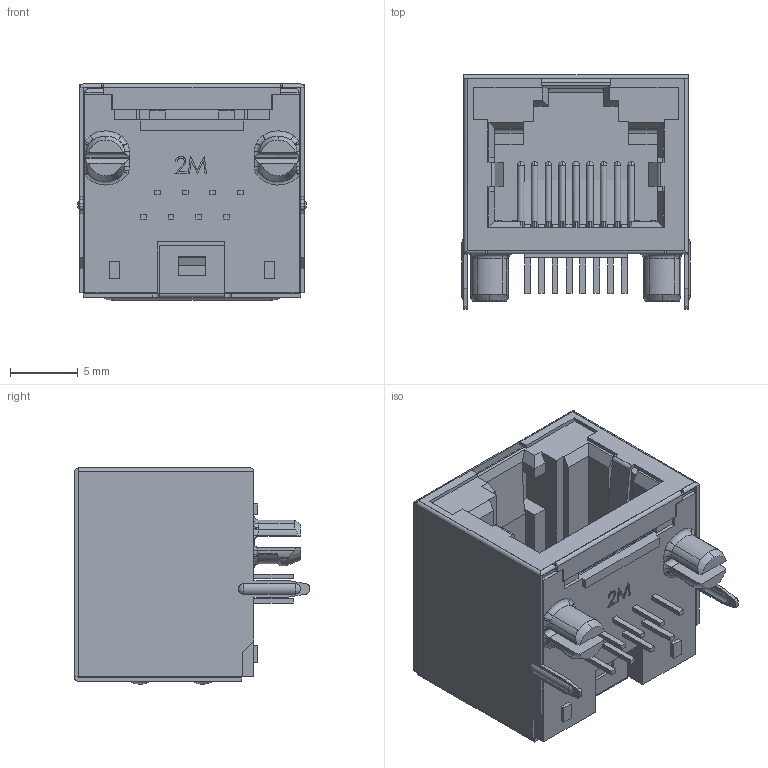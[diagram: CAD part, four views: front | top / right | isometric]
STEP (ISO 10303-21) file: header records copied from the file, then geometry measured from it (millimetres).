
FILE_DESCRIPTION(/* description */ ('STEP AP203'),/* implementation_level */ '2;1');
FILE_NAME(/* name */ 'ethernet_connector.step',/* time_stamp */ '2024-09-14T17:33:40+02:00',/* author */ (''),/* organization */ (''),/* preprocessor_version */ 'ST-DEVELOPER v20',/* originating_system */ 'Autodesk Translation Framework v13.14.0.145',/* authorisation */ '');
FILE_SCHEMA (('AUTOMOTIVE_DESIGN { 1 0 10303 214 3 1 1 }'));
Length unit declared in the file: millimetre
Products named in the file (1): M-RJHSE-5380-REVT1
Bounding box: 16.83 x 17.25 x 15.92 mm (x, y, z)
Volume: 2162.3 mm3; surface area: 4023.1 mm2
Topology: 1 solids, 1 shells, 757 faces, 2166 edges, 1416 vertices
Faces by surface type: plane 524, cylinder 159, bspline 42, torus 12, sphere 11, cone 9
Entity records: 26705 total; most frequent: CARTESIAN_POINT 6902, ORIENTED_EDGE 4314, DIRECTION 3880, EDGE_CURVE 2157, LINE 1664, VECTOR 1664, VERTEX_POINT 1416, AXIS2_PLACEMENT_3D 1108
